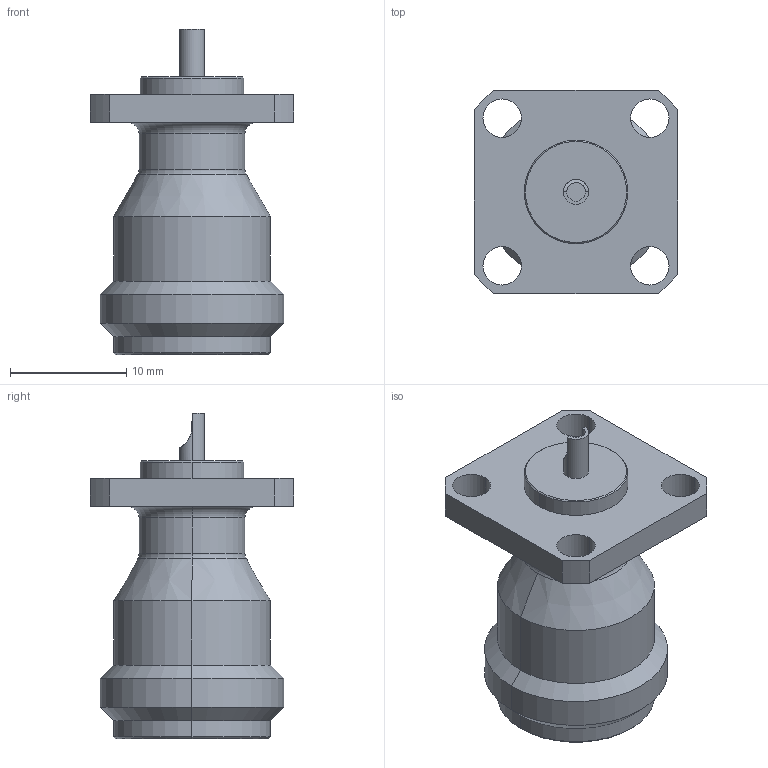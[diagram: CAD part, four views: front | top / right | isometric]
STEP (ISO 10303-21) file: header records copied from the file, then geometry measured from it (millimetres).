
FILE_DESCRIPTION (( 'STEP AP203' ), '1' );
FILE_NAME ('R161.410.037D.STEP', '2015-02-18T09:45:50', ( '' ), ( '' ), 'SwSTEP 2.0', 'SolidWorks 2014', '' );
FILE_SCHEMA (( 'CONFIG_CONTROL_DESIGN' ));
Length unit declared in the file: metre
Products named in the file (1): R161.410.037D
Bounding box: 17.5 x 17.5 x 28.02 mm (x, y, z)
Volume: 2808.5 mm3; surface area: 2080.2 mm2
Topology: 1 solids, 1 shells, 82 faces, 190 edges, 118 vertices
Faces by surface type: cone 28, cylinder 27, plane 21, torus 6
Entity records: 2558 total; most frequent: CARTESIAN_POINT 588, DIRECTION 412, ORIENTED_EDGE 380, EDGE_CURVE 190, AXIS2_PLACEMENT_3D 173, VERTEX_POINT 118, EDGE_LOOP 98, CIRCLE 90
